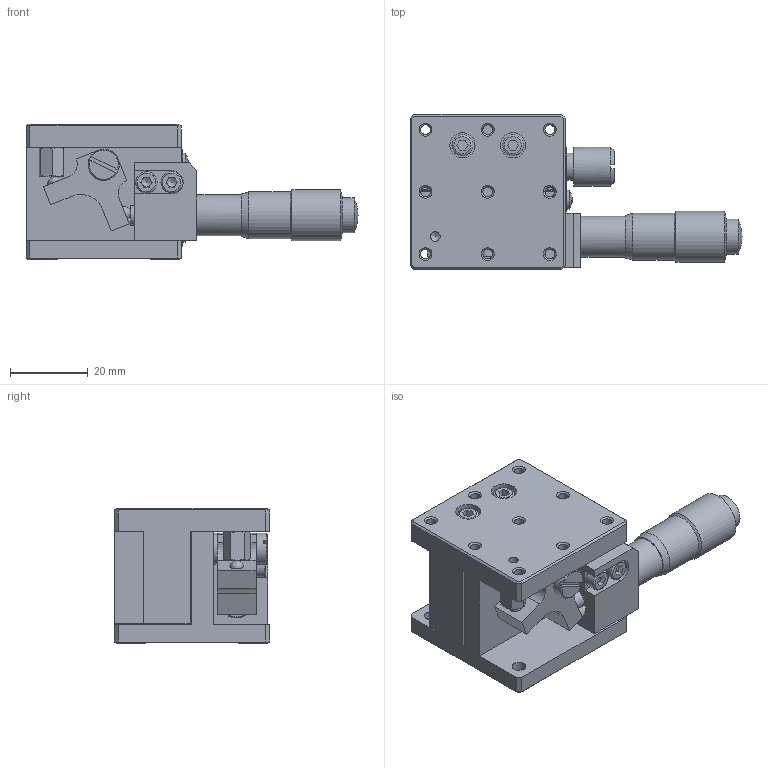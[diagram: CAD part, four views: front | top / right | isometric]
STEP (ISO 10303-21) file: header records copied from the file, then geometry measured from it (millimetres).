
FILE_DESCRIPTION (( 'STEP AP203' ), '1' );
FILE_NAME ('SLZ40.STEP', '2024-08-23T10:21:24', ( 'PC' ), ( 'Microsoft' ), 'SwSTEP 2.0', 'SolidWorks 2015', '' );
FILE_SCHEMA (( 'CONFIG_CONTROL_DESIGN' ));
Length unit declared in the file: millimetre
Products named in the file (9): SLZ40; Z40-1; Z40-2; Z1; MT13-1-1
Assembly tree (4 placements, depth 2):
  SLZ40
    Z40-1
    Z1
    MT13-1-1
    Z40-2
  Z40-1
  Z40-2
  Z1
  MT13-1-1
Bounding box: 85.46 x 40 x 35 mm (x, y, z)
Volume: 44655.9 mm3; surface area: 24256.2 mm2
Topology: 7 solids, 8 shells, 590 faces, 1531 edges, 985 vertices
Faces by surface type: plane 416, cone 84, cylinder 68, bspline 15, torus 7
Full cylindrical faces by diameter (mm): 2.5 x12, 3 x3, 3.5 x3, 5 x7, 5.1 x1, 5.4 x5, 5.5 x2, 6.5 x3, 7 x1, 8 x2, 8.5 x1, 9 x5, 9.1 x1, 9.5 x2, 10 x1, 10.5 x2, 12.035 x1, 13.035 x1
Entity records: 20409 total; most frequent: CARTESIAN_POINT 6469, ORIENTED_EDGE 2792, DIRECTION 2353, EDGE_CURVE 1396, VERTEX_POINT 952, AXIS2_PLACEMENT_3D 802, EDGE_LOOP 762, LINE 749
